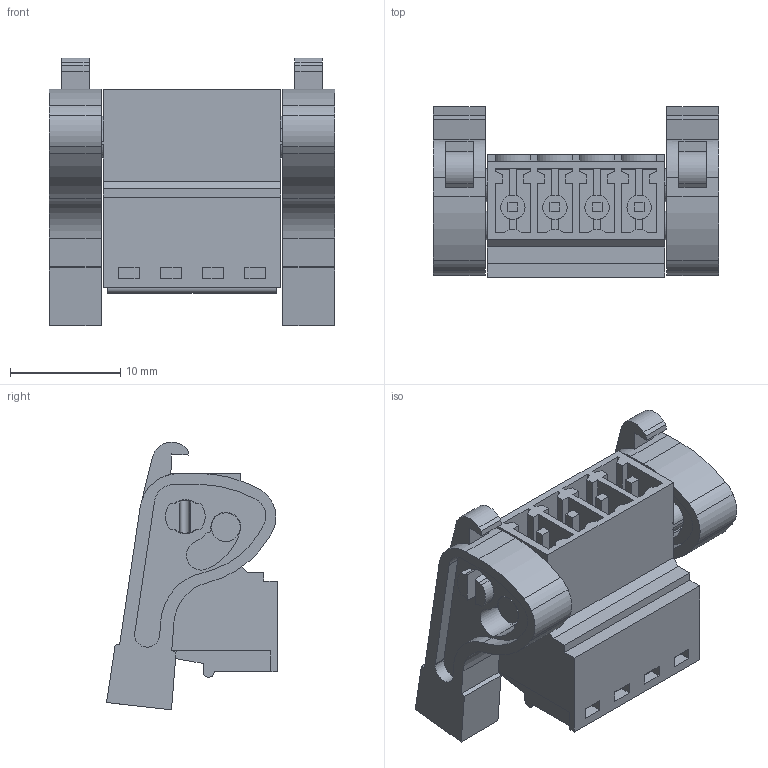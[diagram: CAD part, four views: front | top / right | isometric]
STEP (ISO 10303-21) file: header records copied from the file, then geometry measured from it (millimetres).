
FILE_DESCRIPTION(('CATIA V5 STEP Exchange','CAx-IF Rec.Pracs.--- Model Styling and Organization---1.4--- 2014-01-23'),'2;1');
FILE_NAME ('D1462276_0', '2019-02-15T12:24:49+00:00', ('none'), ('Weidmueller'), 'CATIA Version 5-6 Release 2016 SP3 HF44', 'CATIA V5 STEP AP214', 'none');
FILE_SCHEMA(('AUTOMOTIVE_DESIGN { 1 0 10303 214 1 1 1 1 }'));
Length unit declared in the file: millimetre
Products named in the file (1): 2444090000.1
Bounding box: 25.83 x 15.48 x 24.25 mm (x, y, z)
Volume: 2978.3 mm3; surface area: 4261.3 mm2
Topology: 11 solids, 11 shells, 425 faces, 1123 edges, 748 vertices
Faces by surface type: plane 312, cylinder 113
Entity records: 12812 total; most frequent: CARTESIAN_POINT 2339, ORIENTED_EDGE 2246, DIRECTION 1722, EDGE_CURVE 1123, VECTOR 833, LINE 833, VERTEX_POINT 748, AXIS2_PLACEMENT_3D 574
